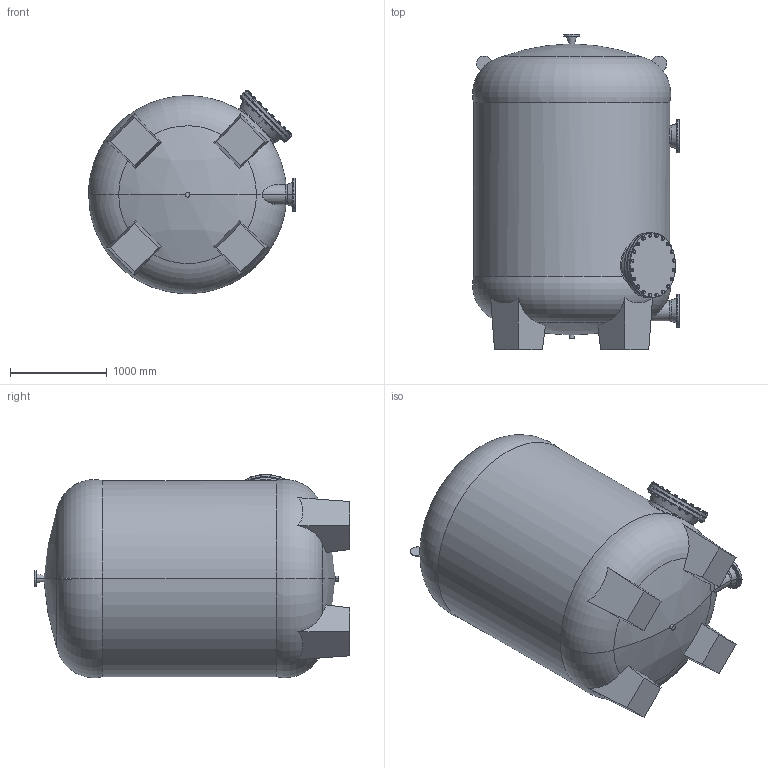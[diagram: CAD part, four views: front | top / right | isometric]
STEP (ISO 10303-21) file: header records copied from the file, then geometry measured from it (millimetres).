
FILE_DESCRIPTION (( 'STEP AP214' ), '1' );
FILE_NAME ('ozon_reactor_200c_.STEP', '2020-11-03T09:09:06', ( '' ), ( '' ), 'SwSTEP 2.0', 'SolidWorks 2019', '' );
FILE_SCHEMA (( 'AUTOMOTIVE_DESIGN' ));
Length unit declared in the file: millimetre
Products named in the file (1): ozon_reactor_200c_
Bounding box: 2133.45 x 3249.81 x 2096.64 mm (x, y, z)
Surface area: 26240457.3 mm2 (no closed solid volume)
Topology: 0 solids, 84 shells, 712 faces, 1676 edges, 1050 vertices
Faces by surface type: plane 287, cone 221, cylinder 153, torus 43, sphere 4, bspline 4
Entity records: 50727 total; most frequent: CARTESIAN_POINT 29686, ORIENTED_EDGE 3016, DIRECTION 1782, EDGE_CURVE 1676, B_SPLINE_CURVE_WITH_KNOTS 1465, VERTEX_POINT 1050, AXIS2_PLACEMENT_3D 862, EDGE_LOOP 761
